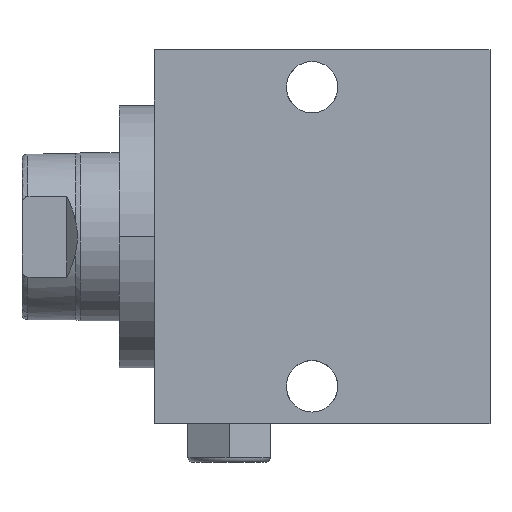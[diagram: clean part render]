
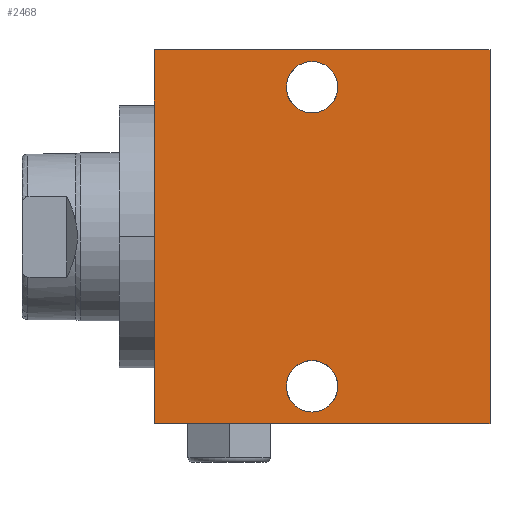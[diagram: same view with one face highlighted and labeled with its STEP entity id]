
A CAD part, front view. The second image highlights one B-rep face of the part: STEP entity #2468.
In plain terms, the highlighted planar face has unit normal (0, -1, 0).
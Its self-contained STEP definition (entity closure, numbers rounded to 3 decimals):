
#410=DIRECTION('',(0.,0.,-1.));
#411=VECTOR('',#410,63.5);
#412=CARTESIAN_POINT('',(0.,-25.4,31.75));
#413=LINE('',#412,#411);
#581=DIRECTION('',(1.,0.,0.));
#582=VECTOR('',#581,57.023);
#583=CARTESIAN_POINT('',(0.,-25.4,31.75));
#584=LINE('',#583,#582);
#588=CARTESIAN_POINT('',(26.797,-25.4,25.4));
#589=DIRECTION('',(0.,-1.,0.));
#590=DIRECTION('',(1.,0.,0.));
#591=AXIS2_PLACEMENT_3D('',#588,#589,#590);
#596=CARTESIAN_POINT('',(26.797,-25.4,25.4));
#597=DIRECTION('',(0.,-1.,0.));
#598=DIRECTION('',(-1.,0.,0.));
#599=AXIS2_PLACEMENT_3D('',#596,#597,#598);
#604=CARTESIAN_POINT('',(26.797,-25.4,-25.4));
#605=DIRECTION('',(0.,-1.,0.));
#606=DIRECTION('',(1.,0.,0.));
#607=AXIS2_PLACEMENT_3D('',#604,#605,#606);
#612=CARTESIAN_POINT('',(26.797,-25.4,-25.4));
#613=DIRECTION('',(0.,-1.,0.));
#614=DIRECTION('',(-1.,0.,0.));
#615=AXIS2_PLACEMENT_3D('',#612,#613,#614);
#641=DIRECTION('',(0.,0.,-1.));
#642=VECTOR('',#641,63.5);
#643=CARTESIAN_POINT('',(57.023,-25.4,31.75));
#644=LINE('',#643,#642);
#696=DIRECTION('',(1.,0.,0.));
#697=VECTOR('',#696,57.023);
#698=CARTESIAN_POINT('',(0.,-25.4,-31.75));
#699=LINE('',#698,#697);
#1595=CARTESIAN_POINT('',(0.,-25.4,31.75));
#1597=VERTEX_POINT('',#1595);
#1598=CARTESIAN_POINT('',(0.,-25.4,-31.75));
#1599=VERTEX_POINT('',#1598);
#1603=CARTESIAN_POINT('',(57.023,-25.4,31.75));
#1605=VERTEX_POINT('',#1603);
#1606=CARTESIAN_POINT('',(57.023,-25.4,-31.75));
#1607=VERTEX_POINT('',#1606);
#1618=CARTESIAN_POINT('',(31.166,-25.4,25.4));
#1619=CARTESIAN_POINT('',(22.428,-25.4,25.4));
#1620=VERTEX_POINT('',#1618);
#1621=VERTEX_POINT('',#1619);
#1634=CARTESIAN_POINT('',(31.166,-25.4,-25.4));
#1635=CARTESIAN_POINT('',(22.428,-25.4,-25.4));
#1636=VERTEX_POINT('',#1634);
#1637=VERTEX_POINT('',#1635);
#2444=CARTESIAN_POINT('',(0.,-25.4,31.75));
#2445=DIRECTION('',(0.,-1.,0.));
#2446=DIRECTION('',(0.,0.,-1.));
#2447=AXIS2_PLACEMENT_3D('',#2444,#2445,#2446);
#2448=PLANE('',#2447);
#2449=ORIENTED_EDGE('',*,*,#2342,.F.);
#2450=ORIENTED_EDGE('',*,*,#2378,.T.);
#2452=ORIENTED_EDGE('',*,*,#2451,.T.);
#2454=ORIENTED_EDGE('',*,*,#2453,.F.);
#2455=EDGE_LOOP('',(#2449,#2450,#2452,#2454));
#2456=FACE_OUTER_BOUND('',#2455,.F.);
#2457=ORIENTED_EDGE('',*,*,#2426,.T.);
#2459=ORIENTED_EDGE('',*,*,#2458,.T.);
#2460=EDGE_LOOP('',(#2457,#2459));
#2461=FACE_BOUND('',#2460,.F.);
#2463=ORIENTED_EDGE('',*,*,#2462,.T.);
#2465=ORIENTED_EDGE('',*,*,#2464,.T.);
#2466=EDGE_LOOP('',(#2463,#2465));
#2467=FACE_BOUND('',#2466,.F.);
#592=CIRCLE('',#591,4.369);
#600=CIRCLE('',#599,4.369);
#608=CIRCLE('',#607,4.369);
#616=CIRCLE('',#615,4.369);
#2342=EDGE_CURVE('',#1597,#1599,#413,.T.);
#2378=EDGE_CURVE('',#1597,#1605,#584,.T.);
#2426=EDGE_CURVE('',#1620,#1621,#592,.T.);
#2451=EDGE_CURVE('',#1605,#1607,#644,.T.);
#2453=EDGE_CURVE('',#1599,#1607,#699,.T.);
#2458=EDGE_CURVE('',#1621,#1620,#600,.T.);
#2462=EDGE_CURVE('',#1636,#1637,#608,.T.);
#2464=EDGE_CURVE('',#1637,#1636,#616,.T.);
#2468=ADVANCED_FACE('',(#2456,#2461,#2467),#2448,.T.);
